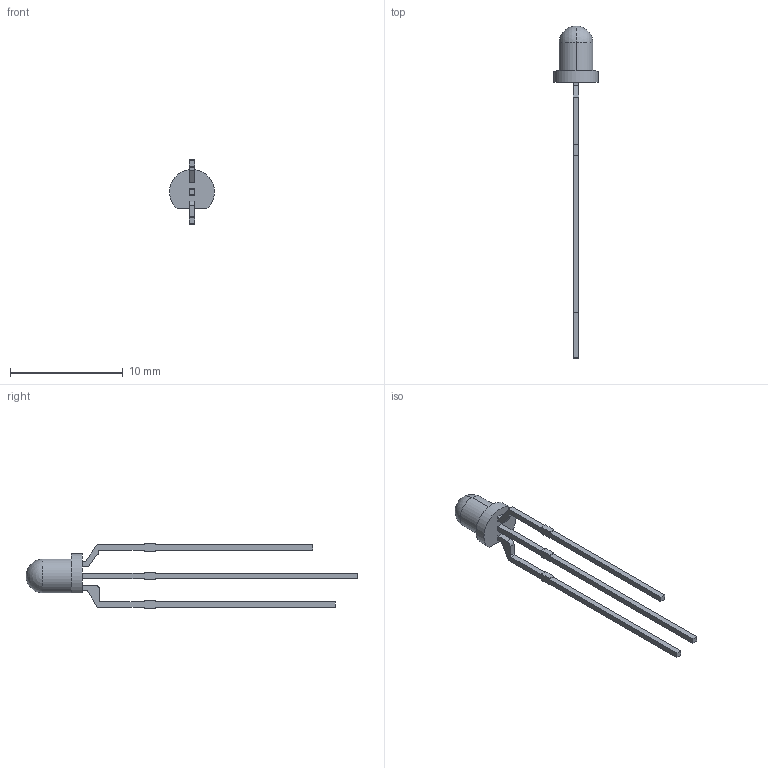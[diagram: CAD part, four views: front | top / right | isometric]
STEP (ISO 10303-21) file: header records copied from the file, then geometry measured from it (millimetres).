
FILE_DESCRIPTION(('FreeCAD Model'),'2;1');
FILE_NAME( 'red-blue-3mm-3pin.step' ,'2020-10-30T12:12:32',('Author'),(''), 'Open CASCADE STEP processor 7.4','FreeCAD','Unknown');
FILE_SCHEMA(('AUTOMOTIVE_DESIGN { 1 0 10303 214 1 1 1 1 }'));
Length unit declared in the file: millimetre
Products named in the file (1): XLxxxx34x
Bounding box: 4 x 29.5 x 5.78 mm (x, y, z)
Volume: 54.2 mm3; surface area: 207.6 mm2
Topology: 1 solids, 1 shells, 284 faces, 778 edges, 517 vertices
Faces by surface type: plane 177, bspline 99, cylinder 6, sphere 2
Entity records: 25768 total; most frequent: CARTESIAN_POINT 11419, DIRECTION 2116, LINE 1704, VECTOR 1704, ORIENTED_EDGE 1552, PCURVE 1552, DEFINITIONAL_REPRESENTATION 1552, EDGE_CURVE 776
